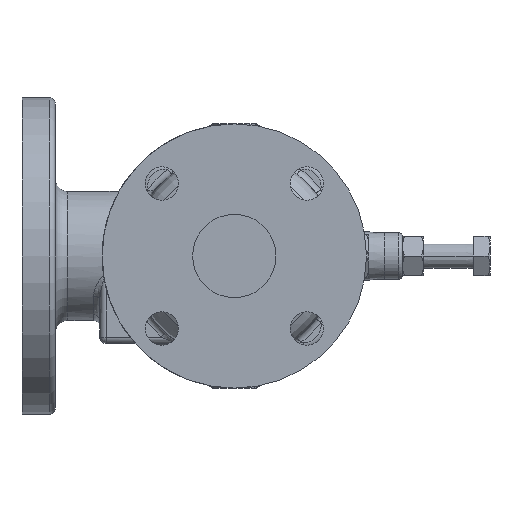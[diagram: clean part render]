
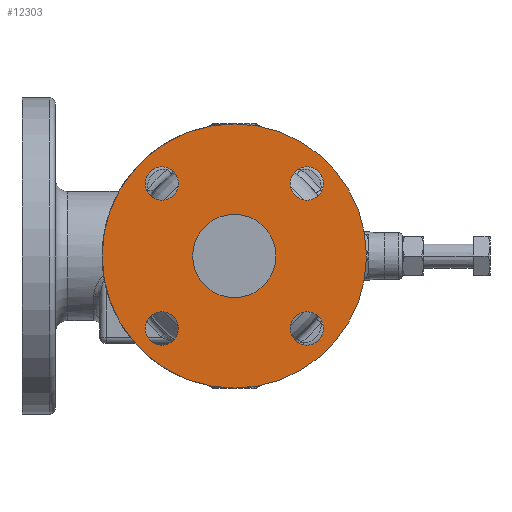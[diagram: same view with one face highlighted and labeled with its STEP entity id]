
A CAD part, left-side view. The second image highlights one B-rep face of the part: STEP entity #12303.
In plain terms, the highlighted planar face has unit normal (-1, 0, 0).
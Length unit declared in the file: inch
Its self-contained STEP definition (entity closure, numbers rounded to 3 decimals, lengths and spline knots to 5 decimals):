
#198 = CARTESIAN_POINT ( 'NONE',  ( -5.03937, 1.37106, 1.37106 ) ) ;
#337 = AXIS2_PLACEMENT_3D ( 'NONE', #11779, #912, #13605 ) ;
#509 = CIRCLE ( 'NONE', #1980, 0.7874 ) ;
#670 = ORIENTED_EDGE ( 'NONE', *, *, #10538, .F. ) ;
#912 = DIRECTION ( 'NONE',  ( -1., 0., 0. ) ) ;
#1195 = CARTESIAN_POINT ( 'NONE',  ( -5.03937, -1.37106, -1.37106 ) ) ;
#1246 = DIRECTION ( 'NONE',  ( -1., 0., 0. ) ) ;
#1638 = DIRECTION ( 'NONE',  ( -1., 0., 0. ) ) ;
#1763 = VERTEX_POINT ( 'NONE', #2919 ) ;
#1818 = EDGE_CURVE ( 'NONE', #12439, #23113, #4860, .T. ) ;
#1933 = CARTESIAN_POINT ( 'NONE',  ( -5.03937, 0., 2.5 ) ) ;
#1980 = AXIS2_PLACEMENT_3D ( 'NONE', #10744, #23469, #12554 ) ;
#2024 = DIRECTION ( 'NONE',  ( 0., 0., -1. ) ) ;
#2159 = PLANE ( 'NONE',  #4901 ) ;
#2188 = FACE_OUTER_BOUND ( 'NONE', #22762, .T. ) ;
#2401 = VERTEX_POINT ( 'NONE', #19300 ) ;
#2446 = AXIS2_PLACEMENT_3D ( 'NONE', #20545, #9676, #22379 ) ;
#2650 = VERTEX_POINT ( 'NONE', #17096 ) ;
#2762 = FACE_BOUND ( 'NONE', #19266, .T. ) ;
#2804 = DIRECTION ( 'NONE',  ( -1., 0., 0. ) ) ;
#2919 = CARTESIAN_POINT ( 'NONE',  ( -5.03937, 1.37106, -1.68602 ) ) ;
#3044 = DIRECTION ( 'NONE',  ( 0., 0., 1. ) ) ;
#3477 = CIRCLE ( 'NONE', #16636, 0.31496 ) ;
#3478 = VERTEX_POINT ( 'NONE', #7707 ) ;
#4850 = VERTEX_POINT ( 'NONE', #12125 ) ;
#4860 = CIRCLE ( 'NONE', #13094, 2.5 ) ;
#4901 = AXIS2_PLACEMENT_3D ( 'NONE', #16660, #9457, #22163 ) ;
#5191 = CARTESIAN_POINT ( 'NONE',  ( -5.03937, -1.37106, 1.37106 ) ) ;
#5835 = ORIENTED_EDGE ( 'NONE', *, *, #10579, .F. ) ;
#5882 = CIRCLE ( 'NONE', #23138, 0.31496 ) ;
#5911 = AXIS2_PLACEMENT_3D ( 'NONE', #21552, #10641, #23366 ) ;
#6206 = CARTESIAN_POINT ( 'NONE',  ( -5.03937, 0., 0. ) ) ;
#6503 = EDGE_CURVE ( 'NONE', #15873, #10282, #9635, .T. ) ;
#6652 = AXIS2_PLACEMENT_3D ( 'NONE', #6206, #18907, #8064 ) ;
#6878 = ORIENTED_EDGE ( 'NONE', *, *, #6975, .F. ) ;
#6975 = EDGE_CURVE ( 'NONE', #4850, #2401, #13574, .T. ) ;
#6992 = FACE_BOUND ( 'NONE', #11883, .T. ) ;
#7014 = DIRECTION ( 'NONE',  ( 0., 1., 0. ) ) ;
#7707 = CARTESIAN_POINT ( 'NONE',  ( -5.03937, -1.37106, 1.0561 ) ) ;
#7818 = EDGE_CURVE ( 'NONE', #21896, #16850, #8180, .T. ) ;
#8064 = DIRECTION ( 'NONE',  ( 0., 0., 1. ) ) ;
#8180 = CIRCLE ( 'NONE', #18200, 0.31496 ) ;
#8451 = CIRCLE ( 'NONE', #19578, 0.31496 ) ;
#9218 = EDGE_LOOP ( 'NONE', ( #13719, #670 ) ) ;
#9357 = ORIENTED_EDGE ( 'NONE', *, *, #11374, .T. ) ;
#9457 = DIRECTION ( 'NONE',  ( -1., 0., 0. ) ) ;
#9635 = CIRCLE ( 'NONE', #6652, 0.7874 ) ;
#9676 = DIRECTION ( 'NONE',  ( -1., 0., 0. ) ) ;
#9752 = CARTESIAN_POINT ( 'NONE',  ( -5.03937, 0., 0.7874 ) ) ;
#9940 = DIRECTION ( 'NONE',  ( -1., 0., 0. ) ) ;
#10240 = EDGE_CURVE ( 'NONE', #16850, #21896, #14150, .T. ) ;
#10282 = VERTEX_POINT ( 'NONE', #9752 ) ;
#10458 = CARTESIAN_POINT ( 'NONE',  ( -5.03937, 1.37106, 1.68602 ) ) ;
#10538 = EDGE_CURVE ( 'NONE', #3478, #17247, #5882, .T. ) ;
#10579 = EDGE_CURVE ( 'NONE', #10282, #15873, #509, .T. ) ;
#10641 = DIRECTION ( 'NONE',  ( -1., 0., 0. ) ) ;
#10744 = CARTESIAN_POINT ( 'NONE',  ( -5.03937, 0., 0. ) ) ;
#11277 = CIRCLE ( 'NONE', #5911, 2.5 ) ;
#11374 = EDGE_CURVE ( 'NONE', #23113, #12439, #11277, .T. ) ;
#11518 = ORIENTED_EDGE ( 'NONE', *, *, #7818, .F. ) ;
#11722 = CARTESIAN_POINT ( 'NONE',  ( -5.03937, -1.37106, 1.68602 ) ) ;
#11779 = CARTESIAN_POINT ( 'NONE',  ( -5.03937, -1.37106, 1.37106 ) ) ;
#11821 = FACE_BOUND ( 'NONE', #9218, .T. ) ;
#11883 = EDGE_LOOP ( 'NONE', ( #14299, #6878 ) ) ;
#12114 = CARTESIAN_POINT ( 'NONE',  ( -5.03937, 0., 0. ) ) ;
#12125 = CARTESIAN_POINT ( 'NONE',  ( -5.03937, -1.37106, -1.68602 ) ) ;
#12303 = ADVANCED_FACE ( 'NONE', ( #12388, #21506, #11821, #6992, #2762, #2188 ), #2159, .T. ) ;
#12307 = CIRCLE ( 'NONE', #337, 0.31496 ) ;
#12388 = FACE_BOUND ( 'NONE', #19936, .T. ) ;
#12439 = VERTEX_POINT ( 'NONE', #18938 ) ;
#12480 = CARTESIAN_POINT ( 'NONE',  ( -5.03937, 1.37106, -1.37106 ) ) ;
#12554 = DIRECTION ( 'NONE',  ( 0., 0., 1. ) ) ;
#12882 = DIRECTION ( 'NONE',  ( -1., 0., 0. ) ) ;
#13094 = AXIS2_PLACEMENT_3D ( 'NONE', #12114, #1246, #13927 ) ;
#13574 = CIRCLE ( 'NONE', #14704, 0.31496 ) ;
#13605 = DIRECTION ( 'NONE',  ( 0., 1., 0. ) ) ;
#13617 = ORIENTED_EDGE ( 'NONE', *, *, #17861, .F. ) ;
#13656 = CARTESIAN_POINT ( 'NONE',  ( -5.03937, 1.37106, -1.37106 ) ) ;
#13719 = ORIENTED_EDGE ( 'NONE', *, *, #16173, .F. ) ;
#13887 = DIRECTION ( 'NONE',  ( -1., 0., 0. ) ) ;
#13927 = DIRECTION ( 'NONE',  ( 0., 0., 1. ) ) ;
#14150 = CIRCLE ( 'NONE', #2446, 0.31496 ) ;
#14299 = ORIENTED_EDGE ( 'NONE', *, *, #23361, .F. ) ;
#14334 = DIRECTION ( 'NONE',  ( 0., -1., 0. ) ) ;
#14514 = CARTESIAN_POINT ( 'NONE',  ( -5.03937, 1.37106, 1.0561 ) ) ;
#14545 = ORIENTED_EDGE ( 'NONE', *, *, #10240, .F. ) ;
#14704 = AXIS2_PLACEMENT_3D ( 'NONE', #1195, #13887, #3044 ) ;
#15091 = AXIS2_PLACEMENT_3D ( 'NONE', #12480, #1638, #14334 ) ;
#15473 = ORIENTED_EDGE ( 'NONE', *, *, #6503, .F. ) ;
#15484 = DIRECTION ( 'NONE',  ( 0., -1., 0. ) ) ;
#15873 = VERTEX_POINT ( 'NONE', #19500 ) ;
#15930 = ORIENTED_EDGE ( 'NONE', *, *, #1818, .T. ) ;
#16135 = ORIENTED_EDGE ( 'NONE', *, *, #18422, .F. ) ;
#16173 = EDGE_CURVE ( 'NONE', #17247, #3478, #12307, .T. ) ;
#16636 = AXIS2_PLACEMENT_3D ( 'NONE', #13656, #2804, #15484 ) ;
#16660 = CARTESIAN_POINT ( 'NONE',  ( -5.03937, -2.5, 0. ) ) ;
#16850 = VERTEX_POINT ( 'NONE', #14514 ) ;
#17096 = CARTESIAN_POINT ( 'NONE',  ( -5.03937, 1.37106, -1.0561 ) ) ;
#17247 = VERTEX_POINT ( 'NONE', #11722 ) ;
#17619 = EDGE_LOOP ( 'NONE', ( #11518, #14545 ) ) ;
#17861 = EDGE_CURVE ( 'NONE', #2650, #1763, #19401, .T. ) ;
#17882 = DIRECTION ( 'NONE',  ( -1., 0., 0. ) ) ;
#18200 = AXIS2_PLACEMENT_3D ( 'NONE', #198, #12882, #2024 ) ;
#18422 = EDGE_CURVE ( 'NONE', #1763, #2650, #3477, .T. ) ;
#18907 = DIRECTION ( 'NONE',  ( -1., 0., 0. ) ) ;
#18938 = CARTESIAN_POINT ( 'NONE',  ( -5.03937, 0., -2.5 ) ) ;
#19266 = EDGE_LOOP ( 'NONE', ( #5835, #15473 ) ) ;
#19300 = CARTESIAN_POINT ( 'NONE',  ( -5.03937, -1.37106, -1.0561 ) ) ;
#19401 = CIRCLE ( 'NONE', #15091, 0.31496 ) ;
#19500 = CARTESIAN_POINT ( 'NONE',  ( -5.03937, 0., -0.7874 ) ) ;
#19578 = AXIS2_PLACEMENT_3D ( 'NONE', #20817, #9940, #22645 ) ;
#19936 = EDGE_LOOP ( 'NONE', ( #13617, #16135 ) ) ;
#20545 = CARTESIAN_POINT ( 'NONE',  ( -5.03937, 1.37106, 1.37106 ) ) ;
#20817 = CARTESIAN_POINT ( 'NONE',  ( -5.03937, -1.37106, -1.37106 ) ) ;
#21506 = FACE_BOUND ( 'NONE', #17619, .T. ) ;
#21552 = CARTESIAN_POINT ( 'NONE',  ( -5.03937, 0., 0. ) ) ;
#21896 = VERTEX_POINT ( 'NONE', #10458 ) ;
#22163 = DIRECTION ( 'NONE',  ( 0., 0., 1. ) ) ;
#22379 = DIRECTION ( 'NONE',  ( 0., 0., -1. ) ) ;
#22645 = DIRECTION ( 'NONE',  ( 0., 0., 1. ) ) ;
#22762 = EDGE_LOOP ( 'NONE', ( #9357, #15930 ) ) ;
#23113 = VERTEX_POINT ( 'NONE', #1933 ) ;
#23138 = AXIS2_PLACEMENT_3D ( 'NONE', #5191, #17882, #7014 ) ;
#23361 = EDGE_CURVE ( 'NONE', #2401, #4850, #8451, .T. ) ;
#23366 = DIRECTION ( 'NONE',  ( 0., 0., 1. ) ) ;
#23469 = DIRECTION ( 'NONE',  ( -1., 0., 0. ) ) ;
